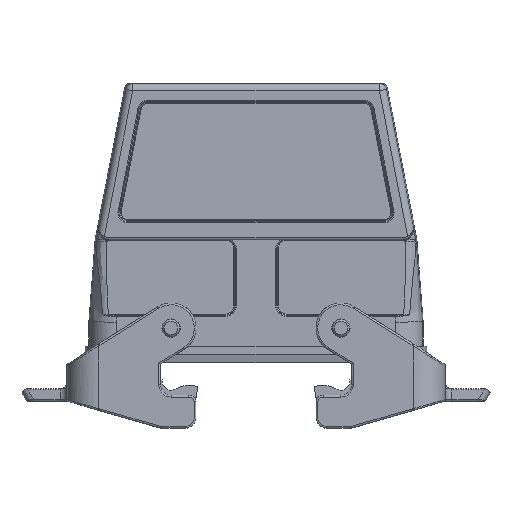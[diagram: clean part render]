
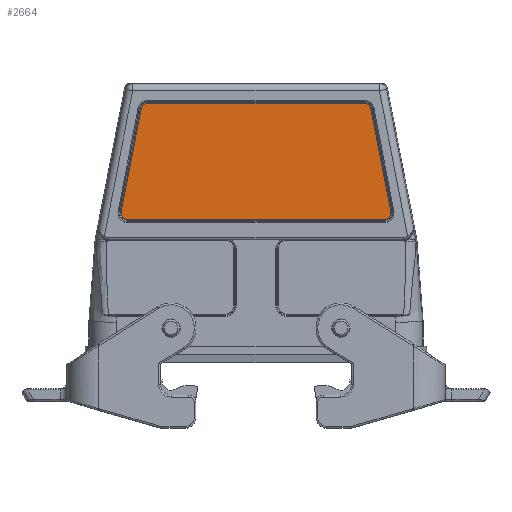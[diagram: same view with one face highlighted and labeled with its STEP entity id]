
A CAD part, front view. The second image highlights one B-rep face of the part: STEP entity #2664.
In plain terms, the highlighted planar face has unit normal (0, -1, 0).
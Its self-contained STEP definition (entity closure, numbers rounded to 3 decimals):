
#1999=CIRCLE('',#20190,1.835);
#2000=CIRCLE('',#20191,1.835);
#2001=CIRCLE('',#20192,1.835);
#2002=CIRCLE('',#20193,1.835);
#2664=ADVANCED_FACE('',(#4048),#3529,.F.);
#3529=PLANE('',#20194);
#4048=FACE_OUTER_BOUND('',#5000,.T.);
#5000=EDGE_LOOP('',(#7135,#7136,#7137,#7138,#7139,#7140,#7141,#7142));
#7135=ORIENTED_EDGE('',*,*,#12984,.T.);
#7136=ORIENTED_EDGE('',*,*,#12985,.T.);
#7137=ORIENTED_EDGE('',*,*,#12986,.T.);
#7138=ORIENTED_EDGE('',*,*,#12987,.T.);
#7139=ORIENTED_EDGE('',*,*,#12988,.T.);
#7140=ORIENTED_EDGE('',*,*,#12989,.T.);
#7141=ORIENTED_EDGE('',*,*,#12990,.T.);
#7142=ORIENTED_EDGE('',*,*,#12991,.T.);
#11249=VERTEX_POINT('',#30511);
#11250=VERTEX_POINT('',#30512);
#11251=VERTEX_POINT('',#30514);
#11252=VERTEX_POINT('',#30516);
#11253=VERTEX_POINT('',#30518);
#11254=VERTEX_POINT('',#30520);
#11255=VERTEX_POINT('',#30522);
#11256=VERTEX_POINT('',#30524);
#12984=EDGE_CURVE('',#11249,#11250,#16682,.T.);
#12985=EDGE_CURVE('',#11250,#11251,#1999,.T.);
#12986=EDGE_CURVE('',#11251,#11252,#16683,.T.);
#12987=EDGE_CURVE('',#11252,#11253,#2000,.T.);
#12988=EDGE_CURVE('',#11253,#11254,#16684,.T.);
#12989=EDGE_CURVE('',#11254,#11255,#2001,.T.);
#12990=EDGE_CURVE('',#11255,#11256,#16685,.T.);
#12991=EDGE_CURVE('',#11256,#11249,#2002,.T.);
#16682=LINE('',#30510,#18089);
#16683=LINE('',#30515,#18090);
#16684=LINE('',#30519,#18091);
#16685=LINE('',#30523,#18092);
#18089=VECTOR('',#22731,1.);
#18090=VECTOR('',#22734,1.);
#18091=VECTOR('',#22737,1.);
#18092=VECTOR('',#22740,1.);
#20190=AXIS2_PLACEMENT_3D('',#30513,#22732,#22733);
#20191=AXIS2_PLACEMENT_3D('',#30517,#22735,#22736);
#20192=AXIS2_PLACEMENT_3D('',#30521,#22738,#22739);
#20193=AXIS2_PLACEMENT_3D('',#30525,#22741,#22742);
#20194=AXIS2_PLACEMENT_3D('',#30526,#22743,#22744);
#22731=DIRECTION('',(-0.191,0.,0.982));
#22732=DIRECTION('',(0.,-1.,0.));
#22733=DIRECTION('',(0.,0.,1.));
#22734=DIRECTION('',(-1.,0.,0.));
#22735=DIRECTION('',(0.,-1.,0.));
#22736=DIRECTION('',(0.,0.,1.));
#22737=DIRECTION('',(-0.191,0.,-0.982));
#22738=DIRECTION('',(0.,-1.,0.));
#22739=DIRECTION('',(0.,0.,1.));
#22740=DIRECTION('',(1.,0.,0.));
#22741=DIRECTION('',(0.,-1.,0.));
#22742=DIRECTION('',(0.,0.,1.));
#22743=DIRECTION('',(0.,1.,0.));
#22744=DIRECTION('',(0.,0.,-1.));
#30510=CARTESIAN_POINT('',(32.095,-21.25,59.55));
#30511=CARTESIAN_POINT('',(37.703,-21.25,30.7));
#30512=CARTESIAN_POINT('',(32.095,-21.25,59.55));
#30513=CARTESIAN_POINT('',(30.294,-21.25,59.2));
#30514=CARTESIAN_POINT('',(30.294,-21.25,61.035));
#30515=CARTESIAN_POINT('',(-30.294,-21.25,61.035));
#30516=CARTESIAN_POINT('',(-30.294,-21.25,61.035));
#30517=CARTESIAN_POINT('',(-30.294,-21.25,59.2));
#30518=CARTESIAN_POINT('',(-32.095,-21.25,59.55));
#30519=CARTESIAN_POINT('',(-37.703,-21.25,30.7));
#30520=CARTESIAN_POINT('',(-37.703,-21.25,30.7));
#30521=CARTESIAN_POINT('',(-35.902,-21.25,30.35));
#30522=CARTESIAN_POINT('',(-35.902,-21.25,28.515));
#30523=CARTESIAN_POINT('',(35.902,-21.25,28.515));
#30524=CARTESIAN_POINT('',(35.902,-21.25,28.515));
#30525=CARTESIAN_POINT('',(35.902,-21.25,30.35));
#30526=CARTESIAN_POINT('',(30.294,-21.25,59.2));
